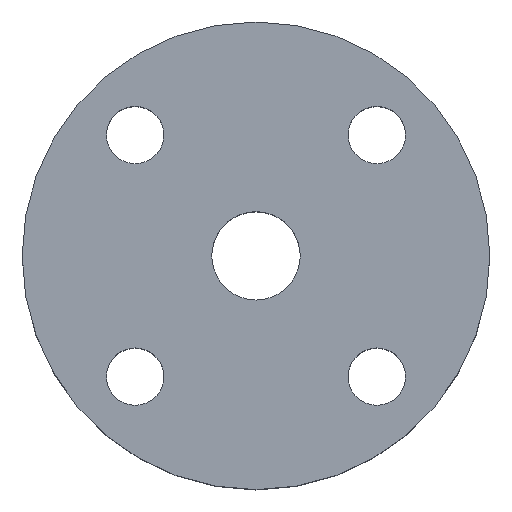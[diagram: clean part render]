
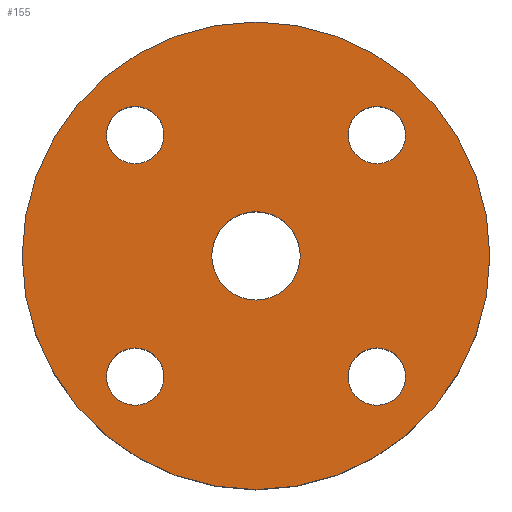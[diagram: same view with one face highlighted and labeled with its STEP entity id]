
A CAD part, top view. The second image highlights one B-rep face of the part: STEP entity #155.
In plain terms, the highlighted planar face has unit normal (0, 0, 1).
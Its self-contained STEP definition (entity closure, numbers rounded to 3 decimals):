
#15=FACE_BOUND('',#42,.T.);
#16=FACE_BOUND('',#43,.T.);
#17=FACE_BOUND('',#44,.T.);
#18=FACE_BOUND('',#45,.T.);
#19=FACE_BOUND('',#46,.T.);
#25=PLANE('',#189);
#33=FACE_OUTER_BOUND('',#41,.T.);
#41=EDGE_LOOP('',(#131));
#42=EDGE_LOOP('',(#132));
#43=EDGE_LOOP('',(#133));
#44=EDGE_LOOP('',(#134));
#45=EDGE_LOOP('',(#135));
#46=EDGE_LOOP('',(#136));
#66=CIRCLE('',#173,2.07);
#68=CIRCLE('',#176,1.342);
#70=CIRCLE('',#179,1.342);
#72=CIRCLE('',#182,1.342);
#74=CIRCLE('',#185,1.342);
#75=CIRCLE('',#187,10.95);
#78=VERTEX_POINT('',#243);
#80=VERTEX_POINT('',#249);
#82=VERTEX_POINT('',#255);
#84=VERTEX_POINT('',#261);
#86=VERTEX_POINT('',#267);
#87=VERTEX_POINT('',#271);
#91=EDGE_CURVE('',#78,#78,#66,.T.);
#94=EDGE_CURVE('',#80,#80,#68,.F.);
#97=EDGE_CURVE('',#82,#82,#70,.F.);
#100=EDGE_CURVE('',#84,#84,#72,.F.);
#103=EDGE_CURVE('',#86,#86,#74,.F.);
#104=EDGE_CURVE('',#87,#87,#75,.T.);
#131=ORIENTED_EDGE('',*,*,#104,.T.);
#132=ORIENTED_EDGE('',*,*,#103,.T.);
#133=ORIENTED_EDGE('',*,*,#100,.T.);
#134=ORIENTED_EDGE('',*,*,#97,.T.);
#135=ORIENTED_EDGE('',*,*,#94,.T.);
#136=ORIENTED_EDGE('',*,*,#91,.T.);
#155=ADVANCED_FACE('',(#33,#15,#16,#17,#18,#19),#25,.T.);
#173=AXIS2_PLACEMENT_3D('',#245,#198,#199);
#176=AXIS2_PLACEMENT_3D('',#251,#205,#206);
#179=AXIS2_PLACEMENT_3D('',#257,#212,#213);
#182=AXIS2_PLACEMENT_3D('',#263,#219,#220);
#185=AXIS2_PLACEMENT_3D('',#269,#226,#227);
#187=AXIS2_PLACEMENT_3D('',#272,#230,#231);
#189=AXIS2_PLACEMENT_3D('',#276,#235,#236);
#198=DIRECTION('center_axis',(0.,0.,-1.));
#199=DIRECTION('ref_axis',(-1.,0.,0.));
#205=DIRECTION('center_axis',(0.,0.,1.));
#206=DIRECTION('ref_axis',(-1.,0.,0.));
#212=DIRECTION('center_axis',(0.,0.,1.));
#213=DIRECTION('ref_axis',(-1.,0.,0.));
#219=DIRECTION('center_axis',(0.,0.,1.));
#220=DIRECTION('ref_axis',(-1.,0.,0.));
#226=DIRECTION('center_axis',(0.,0.,1.));
#227=DIRECTION('ref_axis',(-1.,0.,0.));
#230=DIRECTION('center_axis',(0.,0.,1.));
#231=DIRECTION('ref_axis',(-1.,0.,0.));
#235=DIRECTION('center_axis',(0.,0.,1.));
#236=DIRECTION('ref_axis',(-1.,0.,0.));
#243=CARTESIAN_POINT('',(2.07,0.5,54.444));
#245=CARTESIAN_POINT('Origin',(0.,0.5,54.444));
#249=CARTESIAN_POINT('',(-4.315,6.157,54.444));
#251=CARTESIAN_POINT('Origin',(-5.657,6.157,54.444));
#255=CARTESIAN_POINT('',(6.999,-5.157,54.444));
#257=CARTESIAN_POINT('Origin',(5.657,-5.157,54.444));
#261=CARTESIAN_POINT('',(6.999,6.157,54.444));
#263=CARTESIAN_POINT('Origin',(5.657,6.157,54.444));
#267=CARTESIAN_POINT('',(-4.315,-5.157,54.444));
#269=CARTESIAN_POINT('Origin',(-5.657,-5.157,54.444));
#271=CARTESIAN_POINT('',(10.95,0.5,54.444));
#272=CARTESIAN_POINT('Origin',(0.,0.5,54.444));
#276=CARTESIAN_POINT('Origin',(0.,2.5,54.444));
